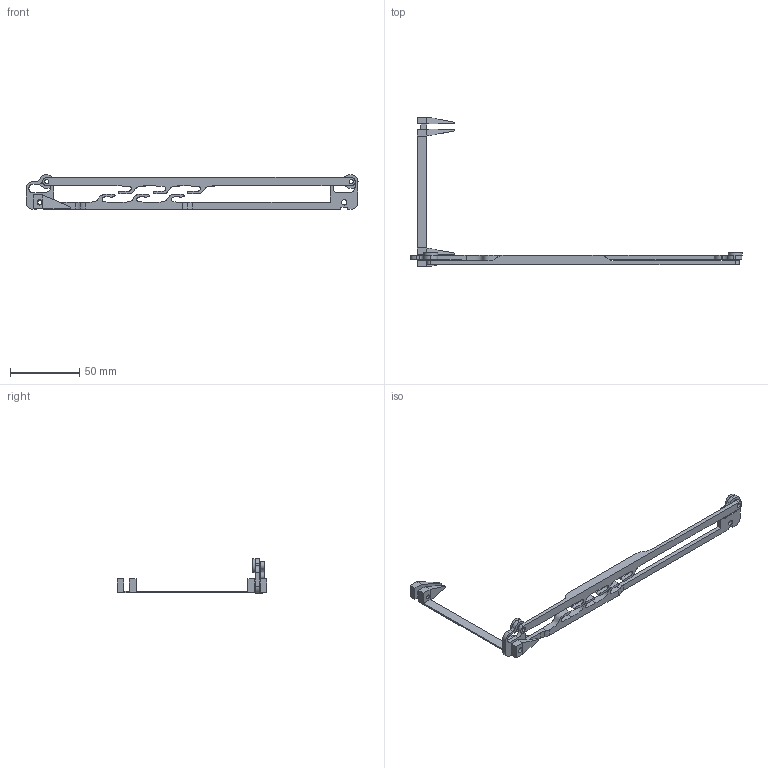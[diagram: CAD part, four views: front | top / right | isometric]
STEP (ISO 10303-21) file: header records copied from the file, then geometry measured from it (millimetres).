
FILE_DESCRIPTION(/* description */ (''),/* implementation_level */ '2;1');
FILE_NAME(/* name */ 'MaskMakerAider.step',/* time_stamp */ '2020-05-05T08:33:35+02:00',/* author */ (''),/* organization */ (''),/* preprocessor_version */ 'ST-DEVELOPER v18.1',/* originating_system */ 'Autodesk Translation Framework v9.2.0.1227',/* authorisation */ '');
FILE_SCHEMA (('AUTOMOTIVE_DESIGN { 1 0 10303 214 3 1 1 }'));
Length unit declared in the file: millimetre
Products named in the file (5): allison folding slider; slider; base; washer; spacer
Assembly tree (5 placements, depth 2):
  allison folding slider
    slider
    base
    washer  x2
    spacer
Bounding box: 240 x 108.4 x 25 mm (x, y, z)
Volume: 16382.5 mm3; surface area: 16053.8 mm2
Topology: 5 solids, 5 shells, 131 faces, 349 edges, 230 vertices
Faces by surface type: plane 80, cylinder 42, bspline 9
Full cylindrical faces by diameter (mm): 3 x4, 3.8 x6, 5.2 x2, 10 x2
Entity records: 6082 total; most frequent: CARTESIAN_POINT 2683, ORIENTED_EDGE 686, DIRECTION 660, EDGE_CURVE 343, LINE 244, VECTOR 244, VERTEX_POINT 226, AXIS2_PLACEMENT_3D 208
